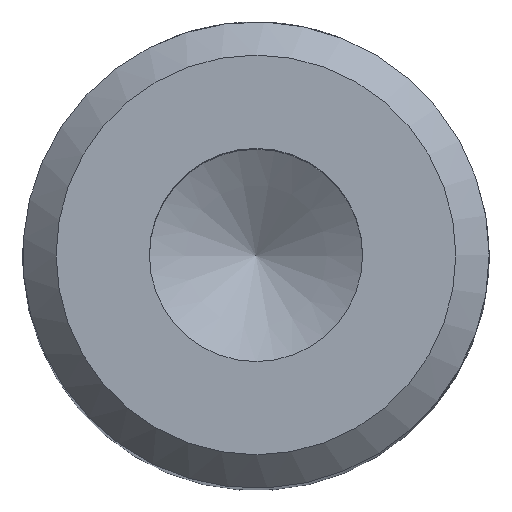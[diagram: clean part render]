
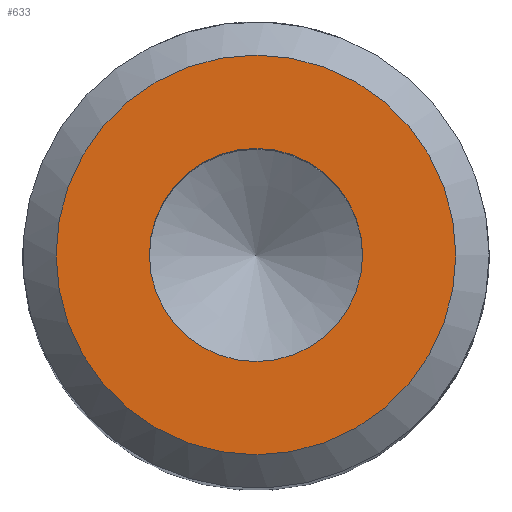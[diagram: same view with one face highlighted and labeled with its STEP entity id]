
A CAD part, top view. The second image highlights one B-rep face of the part: STEP entity #633.
In plain terms, the highlighted planar face has unit normal (0, 0, 1).
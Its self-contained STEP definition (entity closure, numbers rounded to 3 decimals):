
#21=FACE_BOUND('',#205,.T.);
#135=PLANE('',#711);
#165=FACE_OUTER_BOUND('',#204,.T.);
#204=EDGE_LOOP('',(#509));
#205=EDGE_LOOP('',(#510));
#244=CIRCLE('',#701,3.);
#253=CIRCLE('',#712,1.6);
#313=VERTEX_POINT('',#1052);
#324=VERTEX_POINT('',#1115);
#385=EDGE_CURVE('',#313,#313,#244,.T.);
#400=EDGE_CURVE('',#324,#324,#253,.T.);
#509=ORIENTED_EDGE('',*,*,#385,.F.);
#510=ORIENTED_EDGE('',*,*,#400,.T.);
#633=ADVANCED_FACE('',(#165,#21),#135,.T.);
#701=AXIS2_PLACEMENT_3D('',#1053,#826,#827);
#711=AXIS2_PLACEMENT_3D('',#1114,#850,#851);
#712=AXIS2_PLACEMENT_3D('',#1116,#852,#853);
#826=DIRECTION('center_axis',(0.,0.,-1.));
#827=DIRECTION('ref_axis',(-1.,0.,0.));
#850=DIRECTION('center_axis',(0.,0.,1.));
#851=DIRECTION('ref_axis',(1.,0.,0.));
#852=DIRECTION('center_axis',(0.,0.,-1.));
#853=DIRECTION('ref_axis',(1.,0.,0.));
#1052=CARTESIAN_POINT('',(3.,0.,13.75));
#1053=CARTESIAN_POINT('Origin',(0.,0.,13.75));
#1114=CARTESIAN_POINT('Origin',(0.,0.,13.75));
#1115=CARTESIAN_POINT('',(1.6,0.,13.75));
#1116=CARTESIAN_POINT('Origin',(0.,0.,13.75));
